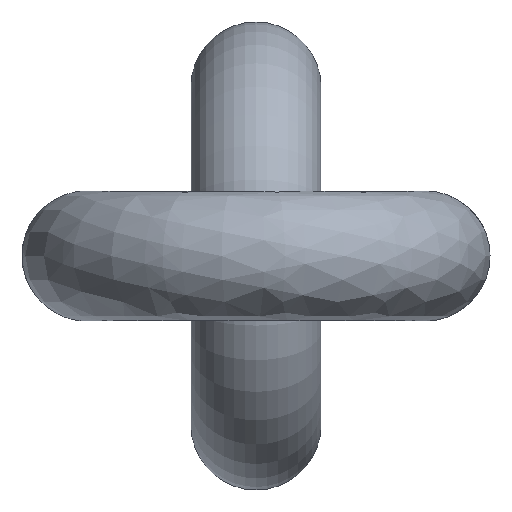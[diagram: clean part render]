
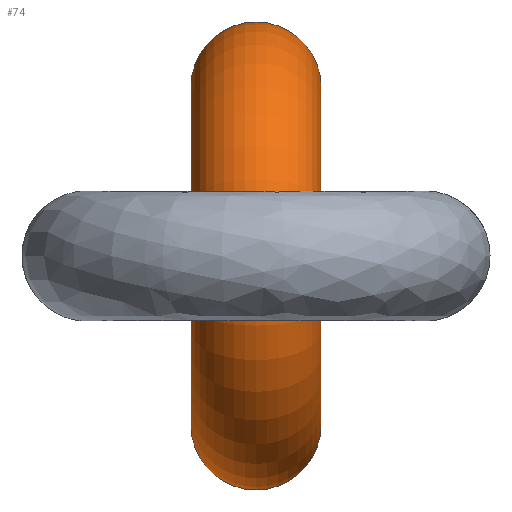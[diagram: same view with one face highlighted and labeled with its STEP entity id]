
A CAD part, left-side view. The second image highlights one B-rep face of the part: STEP entity #74.
In plain terms, the highlighted toroidal (fillet/blend) face has major radius 13 mm and minor radius 5 mm.
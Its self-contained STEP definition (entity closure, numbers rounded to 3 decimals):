
#31=TOROIDAL_SURFACE('',#211,13.,5.);
#74=ADVANCED_FACE('',(#100,#101),#31,.T.);
#100=FACE_BOUND('',#126,.T.);
#101=FACE_BOUND('',#127,.T.);
#126=EDGE_LOOP('',(#152));
#127=EDGE_LOOP('',(#153));
#152=ORIENTED_EDGE('',*,*,#186,.T.);
#153=ORIENTED_EDGE('',*,*,#184,.F.);
#171=VERTEX_POINT('',#1337);
#173=VERTEX_POINT('',#1342);
#184=EDGE_CURVE('',#171,#171,#195,.T.);
#186=EDGE_CURVE('',#173,#173,#197,.T.);
#195=CIRCLE('',#207,5.);
#197=CIRCLE('',#210,5.);
#207=AXIS2_PLACEMENT_3D('',#1336,#231,#232);
#210=AXIS2_PLACEMENT_3D('',#1341,#237,#238);
#211=AXIS2_PLACEMENT_3D('',#1343,#239,#240);
#231=DIRECTION('',(1.,0.,0.));
#232=DIRECTION('',(0.,-1.,0.));
#237=DIRECTION('',(-1.,0.,0.));
#238=DIRECTION('',(0.,-1.,0.));
#239=DIRECTION('',(0.,1.,0.));
#240=DIRECTION('',(0.,0.,1.));
#1336=CARTESIAN_POINT('',(23.,0.,13.));
#1337=CARTESIAN_POINT('',(23.,-5.,13.));
#1341=CARTESIAN_POINT('',(23.,0.,-13.));
#1342=CARTESIAN_POINT('',(23.,-5.,-13.));
#1343=CARTESIAN_POINT('',(23.,0.,0.));
